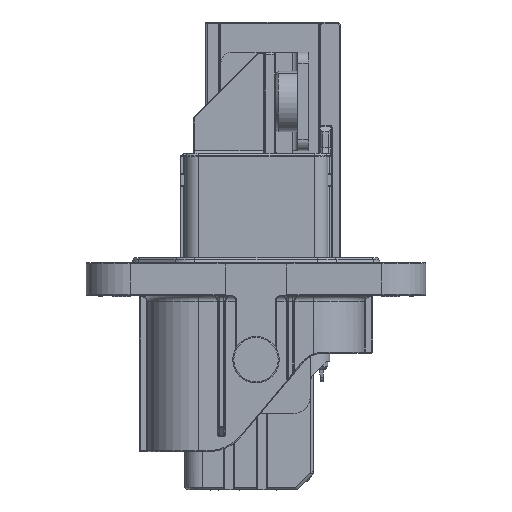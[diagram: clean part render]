
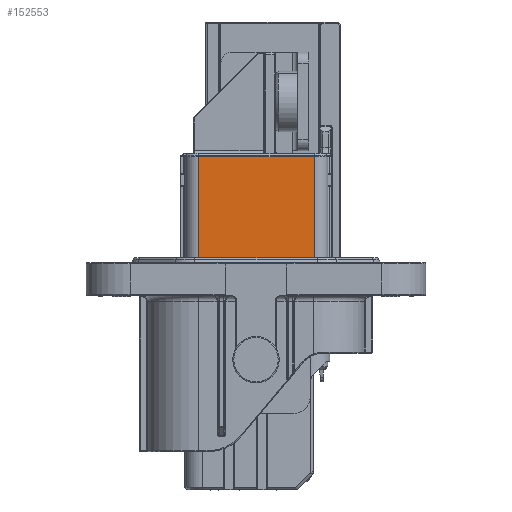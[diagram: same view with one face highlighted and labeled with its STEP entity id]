
A CAD part, left-side view. The second image highlights one B-rep face of the part: STEP entity #152553.
In plain terms, the highlighted planar face has unit normal (-1, 0, 0).
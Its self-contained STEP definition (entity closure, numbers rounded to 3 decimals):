
#8726 = FACE_OUTER_BOUND ( 'NONE', #178051, .T. ) ;
#13343 = CARTESIAN_POINT ( 'NONE',  ( -26.333, 11.318, 84.377 ) ) ;
#16801 = LINE ( 'NONE', #117441, #145968 ) ;
#20309 = ORIENTED_EDGE ( 'NONE', *, *, #51617, .T. ) ;
#23778 = ORIENTED_EDGE ( 'NONE', *, *, #46084, .T. ) ;
#23783 = CARTESIAN_POINT ( 'NONE',  ( -26.333, 11.318, 104.377 ) ) ;
#25616 = DIRECTION ( 'NONE',  ( 1., 0., 0. ) ) ;
#46084 = EDGE_CURVE ( 'NONE', #172559, #143925, #137222, .T. ) ;
#47527 = VECTOR ( 'NONE', #121285, 1000. ) ;
#48908 = CARTESIAN_POINT ( 'NONE',  ( -26.333, -13.082, 104.377 ) ) ;
#51617 = EDGE_CURVE ( 'NONE', #143925, #179227, #16801, .T. ) ;
#52830 = EDGE_CURVE ( 'NONE', #179227, #113416, #164432, .T. ) ;
#58236 = DIRECTION ( 'NONE',  ( 0., 1., 0. ) ) ;
#59540 = ORIENTED_EDGE ( 'NONE', *, *, #52830, .T. ) ;
#63209 = EDGE_CURVE ( 'NONE', #113416, #172559, #99874, .T. ) ;
#71673 = DIRECTION ( 'NONE',  ( 0., -1., 0. ) ) ;
#79776 = ORIENTED_EDGE ( 'NONE', *, *, #63209, .T. ) ;
#79894 = VECTOR ( 'NONE', #147508, 1000. ) ;
#98536 = VECTOR ( 'NONE', #71673, 1000. ) ;
#98828 = AXIS2_PLACEMENT_3D ( 'NONE', #23783, #25616, #138492 ) ;
#99874 = LINE ( 'NONE', #13343, #98536 ) ;
#113416 = VERTEX_POINT ( 'NONE', #164238 ) ;
#117441 = CARTESIAN_POINT ( 'NONE',  ( -26.333, 8.068, 103.794 ) ) ;
#120425 = CARTESIAN_POINT ( 'NONE',  ( -26.333, -13.082, 84.377 ) ) ;
#121285 = DIRECTION ( 'NONE',  ( 0., 0., 1. ) ) ;
#125885 = CARTESIAN_POINT ( 'NONE',  ( -26.333, -13.082, 103.794 ) ) ;
#134369 = CARTESIAN_POINT ( 'NONE',  ( -26.333, 8.068, 104.377 ) ) ;
#137222 = LINE ( 'NONE', #48908, #47527 ) ;
#138492 = DIRECTION ( 'NONE',  ( 0., 1., 0. ) ) ;
#143925 = VERTEX_POINT ( 'NONE', #125885 ) ;
#145968 = VECTOR ( 'NONE', #58236, 1000. ) ;
#147508 = DIRECTION ( 'NONE',  ( 0., 0., -1. ) ) ;
#152553 = ADVANCED_FACE ( 'NONE', ( #8726 ), #154445, .F. ) ;
#154445 = PLANE ( 'NONE',  #98828 ) ;
#164238 = CARTESIAN_POINT ( 'NONE',  ( -26.333, 8.068, 84.377 ) ) ;
#164432 = LINE ( 'NONE', #134369, #79894 ) ;
#172559 = VERTEX_POINT ( 'NONE', #120425 ) ;
#176507 = CARTESIAN_POINT ( 'NONE',  ( -26.333, 8.068, 103.794 ) ) ;
#178051 = EDGE_LOOP ( 'NONE', ( #59540, #79776, #23778, #20309 ) ) ;
#179227 = VERTEX_POINT ( 'NONE', #176507 ) ;
